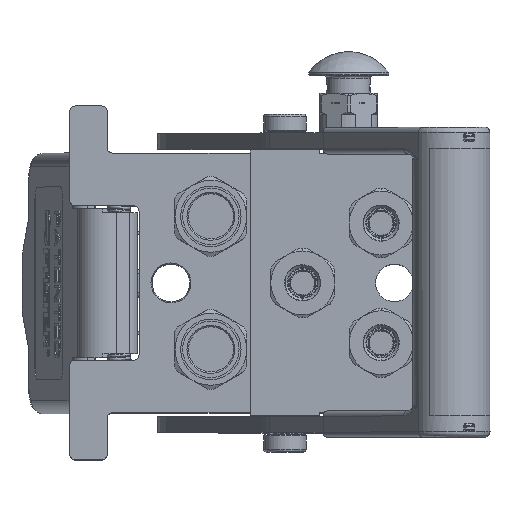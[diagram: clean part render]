
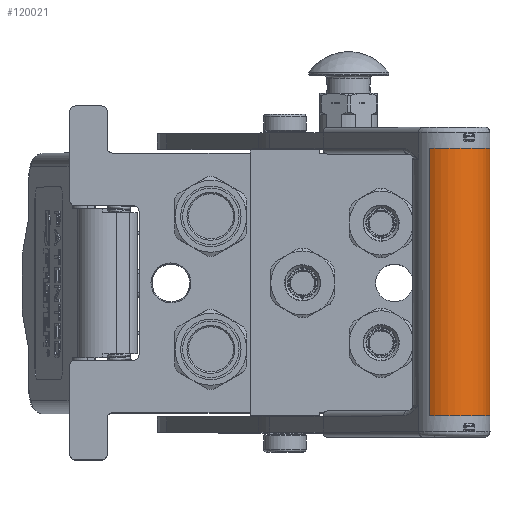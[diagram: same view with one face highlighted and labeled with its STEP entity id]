
A CAD part, top view. The second image highlights one B-rep face of the part: STEP entity #120021.
In plain terms, the highlighted cylindrical face has radius 14.5 mm (diameter 29 mm), a partial arc.
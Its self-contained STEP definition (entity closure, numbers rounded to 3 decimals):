
#939 = DIRECTION ( 'NONE',  ( 1., 0., 0. ) ) ;
#2839 = CARTESIAN_POINT ( 'NONE',  ( 46.5, 0., 0. ) ) ;
#3051 = AXIS2_PLACEMENT_3D ( 'NONE', #2839, #84594, #75153 ) ;
#6278 = VERTEX_POINT ( 'NONE', #111215 ) ;
#6597 = ORIENTED_EDGE ( 'NONE', *, *, #22426, .T. ) ;
#7912 = VERTEX_POINT ( 'NONE', #71866 ) ;
#9081 = DIRECTION ( 'NONE',  ( -1., 0., 0. ) ) ;
#9206 = CARTESIAN_POINT ( 'NONE',  ( 50.5, 0., 0. ) ) ;
#12686 = LINE ( 'NONE', #17674, #84985 ) ;
#16438 = ORIENTED_EDGE ( 'NONE', *, *, #94234, .T. ) ;
#16630 = CIRCLE ( 'NONE', #77689, 14.5 ) ;
#17674 = CARTESIAN_POINT ( 'NONE',  ( 46.5, -7.576, -12.363 ) ) ;
#20920 = ORIENTED_EDGE ( 'NONE', *, *, #87352, .T. ) ;
#21277 = EDGE_LOOP ( 'NONE', ( #6597, #108694, #20920, #73753, #117455, #82504, #27859, #16438, #44840 ) ) ;
#22188 = VERTEX_POINT ( 'NONE', #35613 ) ;
#22426 = EDGE_CURVE ( 'NONE', #132332, #28987, #101800, .T. ) ;
#23780 = AXIS2_PLACEMENT_3D ( 'NONE', #28828, #9081, #131876 ) ;
#27081 = CARTESIAN_POINT ( 'NONE',  ( -50., 0., 14.5 ) ) ;
#27859 = ORIENTED_EDGE ( 'NONE', *, *, #101763, .T. ) ;
#28828 = CARTESIAN_POINT ( 'NONE',  ( -50., 0., 0. ) ) ;
#28987 = VERTEX_POINT ( 'NONE', #91620 ) ;
#29349 = CARTESIAN_POINT ( 'NONE',  ( -50., -7.576, -12.363 ) ) ;
#33160 = CIRCLE ( 'NONE', #119292, 14.5 ) ;
#33799 = DIRECTION ( 'NONE',  ( 1., 0., 0. ) ) ;
#35392 = AXIS2_PLACEMENT_3D ( 'NONE', #9206, #50480, #81068 ) ;
#35613 = CARTESIAN_POINT ( 'NONE',  ( 46.5, -7.576, -12.363 ) ) ;
#38245 = FACE_OUTER_BOUND ( 'NONE', #21277, .T. ) ;
#38692 = DIRECTION ( 'NONE',  ( 0., 0., -1. ) ) ;
#38695 = CIRCLE ( 'NONE', #86918, 14.5 ) ;
#38892 = CARTESIAN_POINT ( 'NONE',  ( -50., 0., 0. ) ) ;
#40622 = VECTOR ( 'NONE', #60686, 1000. ) ;
#44102 = EDGE_CURVE ( 'NONE', #22188, #59958, #12686, .T. ) ;
#44840 = ORIENTED_EDGE ( 'NONE', *, *, #107711, .T. ) ;
#50180 = CIRCLE ( 'NONE', #3051, 14.5 ) ;
#50480 = DIRECTION ( 'NONE',  ( -1., 0., 0. ) ) ;
#52367 = DIRECTION ( 'NONE',  ( 1., 0., 0. ) ) ;
#53263 = VECTOR ( 'NONE', #65597, 1000. ) ;
#54465 = CARTESIAN_POINT ( 'NONE',  ( -46., 0., 0. ) ) ;
#55217 = CARTESIAN_POINT ( 'NONE',  ( -50., 0., 14.5 ) ) ;
#55900 = CYLINDRICAL_SURFACE ( 'NONE', #23780, 14.5 ) ;
#59958 = VERTEX_POINT ( 'NONE', #60698 ) ;
#60686 = DIRECTION ( 'NONE',  ( 1., 0., 0. ) ) ;
#60698 = CARTESIAN_POINT ( 'NONE',  ( 50.5, -7.576, -12.363 ) ) ;
#65597 = DIRECTION ( 'NONE',  ( 1., 0., 0. ) ) ;
#68425 = VERTEX_POINT ( 'NONE', #29349 ) ;
#70167 = CARTESIAN_POINT ( 'NONE',  ( -46., 0., -14.5 ) ) ;
#71866 = CARTESIAN_POINT ( 'NONE',  ( 50.5, 0., 14.5 ) ) ;
#73753 = ORIENTED_EDGE ( 'NONE', *, *, #44102, .T. ) ;
#74240 = VERTEX_POINT ( 'NONE', #80516 ) ;
#75153 = DIRECTION ( 'NONE',  ( 0., 0., -1. ) ) ;
#77689 = AXIS2_PLACEMENT_3D ( 'NONE', #54465, #33799, #107094 ) ;
#80516 = CARTESIAN_POINT ( 'NONE',  ( -46., -7.576, -12.363 ) ) ;
#81068 = DIRECTION ( 'NONE',  ( 0., -0.522, -0.853 ) ) ;
#82504 = ORIENTED_EDGE ( 'NONE', *, *, #100020, .F. ) ;
#84594 = DIRECTION ( 'NONE',  ( -1., 0., 0. ) ) ;
#84985 = VECTOR ( 'NONE', #100789, 1000. ) ;
#85164 = VERTEX_POINT ( 'NONE', #27081 ) ;
#86918 = AXIS2_PLACEMENT_3D ( 'NONE', #38892, #52367, #100534 ) ;
#87352 = EDGE_CURVE ( 'NONE', #6278, #22188, #33160, .T. ) ;
#88667 = CIRCLE ( 'NONE', #35392, 14.5 ) ;
#91275 = CARTESIAN_POINT ( 'NONE',  ( 46.5, 0., 0. ) ) ;
#91620 = CARTESIAN_POINT ( 'NONE',  ( 46.5, 0., -14.5 ) ) ;
#94234 = EDGE_CURVE ( 'NONE', #68425, #74240, #126888, .T. ) ;
#99394 = EDGE_CURVE ( 'NONE', #28987, #6278, #50180, .T. ) ;
#100020 = EDGE_CURVE ( 'NONE', #85164, #7912, #107996, .T. ) ;
#100534 = DIRECTION ( 'NONE',  ( 0., 0., 1. ) ) ;
#100789 = DIRECTION ( 'NONE',  ( 1., 0., 0. ) ) ;
#101763 = EDGE_CURVE ( 'NONE', #85164, #68425, #38695, .T. ) ;
#101800 = LINE ( 'NONE', #70167, #40622 ) ;
#107094 = DIRECTION ( 'NONE',  ( 0., -0.522, -0.853 ) ) ;
#107711 = EDGE_CURVE ( 'NONE', #74240, #132332, #16630, .T. ) ;
#107996 = LINE ( 'NONE', #55217, #53263 ) ;
#108694 = ORIENTED_EDGE ( 'NONE', *, *, #99394, .T. ) ;
#110711 = DIRECTION ( 'NONE',  ( -1., 0., 0. ) ) ;
#110808 = CARTESIAN_POINT ( 'NONE',  ( -46., 0., -14.5 ) ) ;
#111215 = CARTESIAN_POINT ( 'NONE',  ( 46.5, -7.111, -12.636 ) ) ;
#115013 = EDGE_CURVE ( 'NONE', #59958, #7912, #88667, .T. ) ;
#115117 = CARTESIAN_POINT ( 'NONE',  ( -50., -7.576, -12.363 ) ) ;
#117455 = ORIENTED_EDGE ( 'NONE', *, *, #115013, .T. ) ;
#119292 = AXIS2_PLACEMENT_3D ( 'NONE', #91275, #110711, #38692 ) ;
#120021 = ADVANCED_FACE ( 'NONE', ( #38245 ), #55900, .T. ) ;
#126566 = VECTOR ( 'NONE', #939, 1000. ) ;
#126888 = LINE ( 'NONE', #115117, #126566 ) ;
#131876 = DIRECTION ( 'NONE',  ( 0., 0., -1. ) ) ;
#132332 = VERTEX_POINT ( 'NONE', #110808 ) ;
